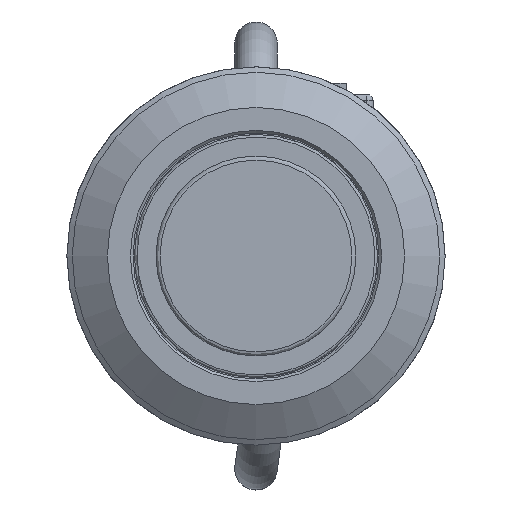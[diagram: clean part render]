
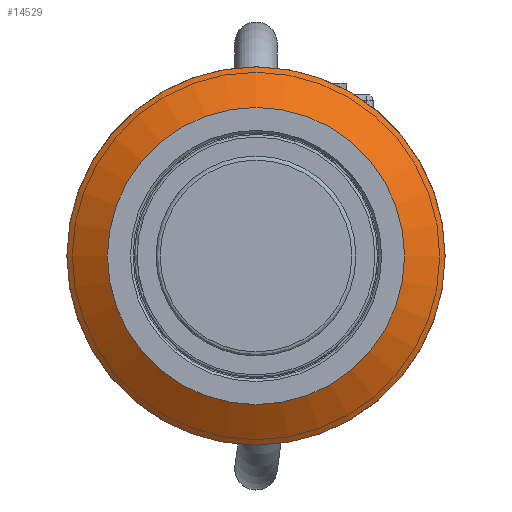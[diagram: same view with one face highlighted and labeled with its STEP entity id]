
A CAD part, front view. The second image highlights one B-rep face of the part: STEP entity #14529.
In plain terms, the highlighted conical face has half-angle 56.31 degrees and reference radius 6.25 mm.
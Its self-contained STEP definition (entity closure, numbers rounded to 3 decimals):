
#379=CONICAL_SURFACE('',#15529,6.25,0.983);
#1905=CIRCLE('',#15527,7.);
#1906=CIRCLE('',#15528,7.);
#1907=CIRCLE('',#15530,5.5);
#2599=FACE_OUTER_BOUND('',#3347,.T.);
#3347=EDGE_LOOP('',(#10810,#10811,#10812,#10813,#10814));
#4154=LINE('',#21892,#5528);
#5528=VECTOR('',#17519,6.25);
#7013=VERTEX_POINT('',#21885);
#7014=VERTEX_POINT('',#21886);
#7015=VERTEX_POINT('',#21891);
#8427=EDGE_CURVE('',#7013,#7014,#1905,.T.);
#8428=EDGE_CURVE('',#7014,#7013,#1906,.T.);
#8430=EDGE_CURVE('',#7014,#7015,#4154,.T.);
#8431=EDGE_CURVE('',#7015,#7015,#1907,.T.);
#10810=ORIENTED_EDGE('',*,*,#8427,.F.);
#10811=ORIENTED_EDGE('',*,*,#8428,.F.);
#10812=ORIENTED_EDGE('',*,*,#8430,.T.);
#10813=ORIENTED_EDGE('',*,*,#8431,.T.);
#10814=ORIENTED_EDGE('',*,*,#8430,.F.);
#14529=ADVANCED_FACE('',(#2599),#379,.T.);
#15527=AXIS2_PLACEMENT_3D('',#21887,#17512,#17513);
#15528=AXIS2_PLACEMENT_3D('',#21888,#17514,#17515);
#15529=AXIS2_PLACEMENT_3D('',#21890,#17517,#17518);
#15530=AXIS2_PLACEMENT_3D('',#21893,#17520,#17521);
#17512=DIRECTION('center_axis',(0.,1.,0.));
#17513=DIRECTION('ref_axis',(1.,0.,0.));
#17514=DIRECTION('center_axis',(0.,1.,0.));
#17515=DIRECTION('ref_axis',(1.,0.,0.));
#17517=DIRECTION('center_axis',(0.,1.,0.));
#17518=DIRECTION('ref_axis',(-1.,0.,0.));
#17519=DIRECTION('',(-0.832,-0.555,0.));
#17520=DIRECTION('center_axis',(0.,1.,0.));
#17521=DIRECTION('ref_axis',(0.,0.,
-1.));
#21885=CARTESIAN_POINT('',(0.,-12.4,-7.));
#21886=CARTESIAN_POINT('',(7.,-12.4,0.));
#21887=CARTESIAN_POINT('Origin',(0.,-12.4,
0.));
#21888=CARTESIAN_POINT('Origin',(0.,-12.4,
0.));
#21890=CARTESIAN_POINT('Origin',(0.,-12.9,
0.));
#21891=CARTESIAN_POINT('',(5.5,-13.4,0.));
#21892=CARTESIAN_POINT('',(6.25,-12.9,0.));
#21893=CARTESIAN_POINT('Origin',(0.,-13.4,
0.));
